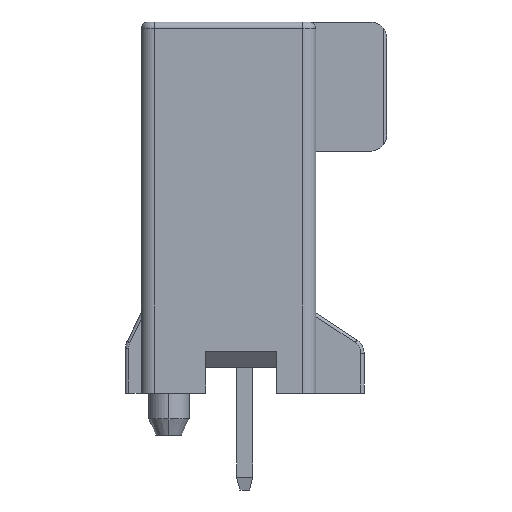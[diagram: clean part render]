
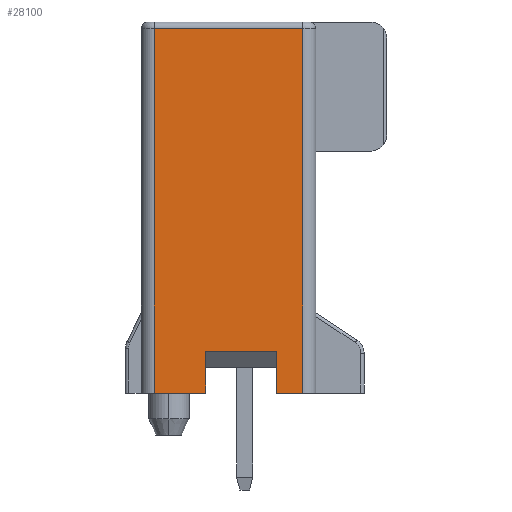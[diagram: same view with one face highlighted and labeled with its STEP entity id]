
A CAD part, left-side view. The second image highlights one B-rep face of the part: STEP entity #28100.
In plain terms, the highlighted planar face has unit normal (-1, 0, 0).
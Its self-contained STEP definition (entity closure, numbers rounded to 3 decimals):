
#23010=CARTESIAN_POINT('',(-7.5,-2.3,0.));
#23020=VERTEX_POINT('',#23010);
#23050=CARTESIAN_POINT('',(-7.5,-2.3,11.3));
#23060=DIRECTION('',(0.,0.,-1.));
#23070=VECTOR('',#23060,1.);
#23080=LINE('',#23050,#23070);
#23090=CARTESIAN_POINT('',(-7.5,-2.3,11.3));
#23100=VERTEX_POINT('',#23090);
#23110=EDGE_CURVE('',#23100,#23020,#23080,.T.);
#23410=CARTESIAN_POINT('',(-7.5,-1.5,0.));
#23420=VERTEX_POINT('',#23410);
#23450=CARTESIAN_POINT('',(-7.5,35.086,0.));
#23460=DIRECTION('',(0.,1.,-0.));
#23470=VECTOR('',#23460,1.);
#23480=LINE('',#23450,#23470);
#23490=EDGE_CURVE('',#23020,#23420,#23480,.T.);
#27490=CARTESIAN_POINT('',(-7.5,-1.5,1.3));
#27500=VERTEX_POINT('',#27490);
#27530=CARTESIAN_POINT('',(-7.5,-1.5,1.652));
#27540=DIRECTION('',(0.,-0.,1.));
#27550=VECTOR('',#27540,1.);
#27560=LINE('',#27530,#27550);
#27570=EDGE_CURVE('',#23420,#27500,#27560,.T.);
#27620=CARTESIAN_POINT('',(-7.5,2.423,-0.29));
#27630=DIRECTION('',(-1.,0.,0.));
#27640=DIRECTION('',(0.,-0.,1.));
#27650=AXIS2_PLACEMENT_3D('',#27620,#27630,#27640);
#27660=PLANE('',#27650);
#27670=CARTESIAN_POINT('',(-7.5,35.086,1.3));
#27680=DIRECTION('',(0.,1.,0.));
#27690=VECTOR('',#27680,1.);
#27700=LINE('',#27670,#27690);
#27710=CARTESIAN_POINT('',(-7.5,0.7,
1.3));
#27720=VERTEX_POINT('',#27710);
#27730=EDGE_CURVE('',#27500,#27720,#27700,.T.);
#27740=ORIENTED_EDGE('',*,*,#27730,.F.);
#27750=CARTESIAN_POINT('',(-7.5,0.7,
1.652));
#27760=DIRECTION('',(0.,-0.,1.));
#27770=VECTOR('',#27760,1.);
#27780=LINE('',#27750,#27770);
#27790=CARTESIAN_POINT('',(-7.5,0.7,0.));
#27800=VERTEX_POINT('',#27790);
#27810=EDGE_CURVE('',#27800,#27720,#27780,.T.);
#27820=ORIENTED_EDGE('',*,*,#27810,.T.);
#27830=CARTESIAN_POINT('',(-7.5,35.086,0.));
#27840=DIRECTION('',(0.,-1.,0.));
#27850=VECTOR('',#27840,1.);
#27860=LINE('',#27830,#27850);
#27870=CARTESIAN_POINT('',(-7.5,2.3,0.));
#27880=VERTEX_POINT('',#27870);
#27890=EDGE_CURVE('',#27880,#27800,#27860,.T.);
#27900=ORIENTED_EDGE('',*,*,#27890,.T.);
#27910=CARTESIAN_POINT('',(-7.5,2.3,0.));
#27920=DIRECTION('',(0.,-0.,1.));
#27930=VECTOR('',#27920,1.);
#27940=LINE('',#27910,#27930);
#27950=CARTESIAN_POINT('',(-7.5,2.3,11.3));
#27960=VERTEX_POINT('',#27950);
#27970=EDGE_CURVE('',#27880,#27960,#27940,.T.);
#27980=ORIENTED_EDGE('',*,*,#27970,.F.);
#27990=CARTESIAN_POINT('',(-7.5,2.3,11.3));
#28000=DIRECTION('',(0.,-1.,0.));
#28010=VECTOR('',#28000,1.);
#28020=LINE('',#27990,#28010);
#28030=EDGE_CURVE('',#27960,#23100,#28020,.T.);
#28040=ORIENTED_EDGE('',*,*,#28030,.F.);
#28050=ORIENTED_EDGE('',*,*,#23110,.F.);
#28060=ORIENTED_EDGE('',*,*,#23490,.F.);
#28070=ORIENTED_EDGE('',*,*,#27570,.F.);
#28080=EDGE_LOOP('',(#28070,#28060,#28050,#28040,#27980,#27900,#27820,
#27740));
#28090=FACE_OUTER_BOUND('',#28080,.T.);
#28100=ADVANCED_FACE('',(#28090),#27660,.T.);
